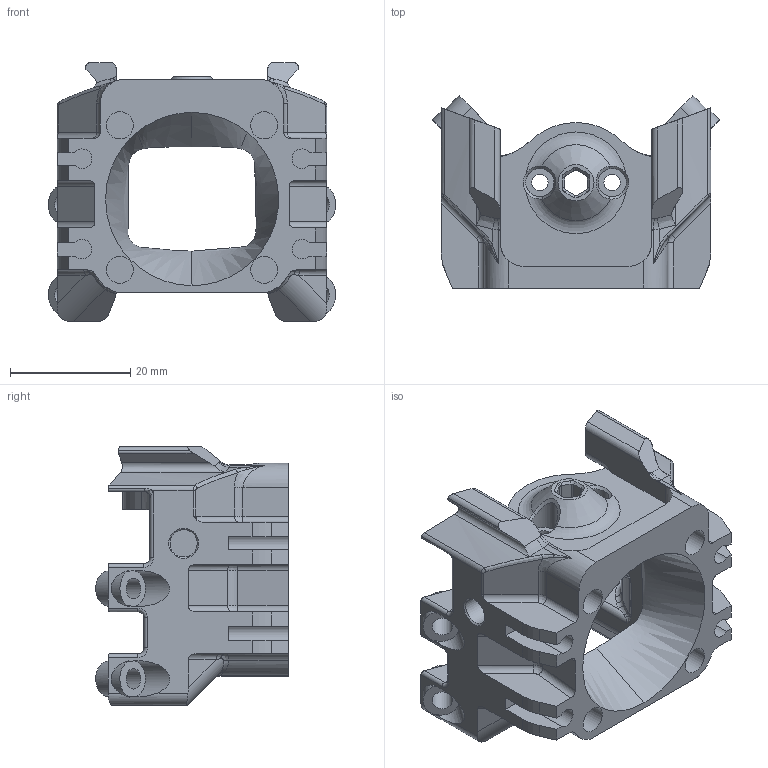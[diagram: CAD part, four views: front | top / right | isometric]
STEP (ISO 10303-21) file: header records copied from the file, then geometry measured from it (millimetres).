
FILE_DESCRIPTION(/* description */ (''),/* implementation_level */ '2;1');
FILE_NAME(/* name */ 'HE MOUNT NF CRAZY Volcano.step',/* time_stamp */ '2024-08-07T23:37:55+02:00',/* author */ (''),/* organization */ (''),/* preprocessor_version */ 'ST-DEVELOPER v20',/* originating_system */ 'Autodesk Translation Framework v13.14.0.145',/* authorisation */ '');
FILE_SCHEMA (('AUTOMOTIVE_DESIGN { 1 0 10303 214 3 1 1 }'));
Length unit declared in the file: millimetre
Products named in the file (1): TAP HE Mounts
Bounding box: 47.72 x 32.03 x 42.98 mm (x, y, z)
Volume: 17777.6 mm3; surface area: 10425.2 mm2
Topology: 1 solids, 1 shells, 414 faces, 1099 edges, 696 vertices
Faces by surface type: cylinder 148, plane 136, bspline 101, torus 22, cone 7
Full cylindrical faces by diameter (mm): 2.75 x2, 3.4 x4, 4.5 x6, 4.7 x2
Entity records: 32754 total; most frequent: CARTESIAN_POINT 22785, ORIENTED_EDGE 2190, DIRECTION 1933, EDGE_CURVE 1095, AXIS2_PLACEMENT_3D 725, VERTEX_POINT 696, LINE 483, VECTOR 483
